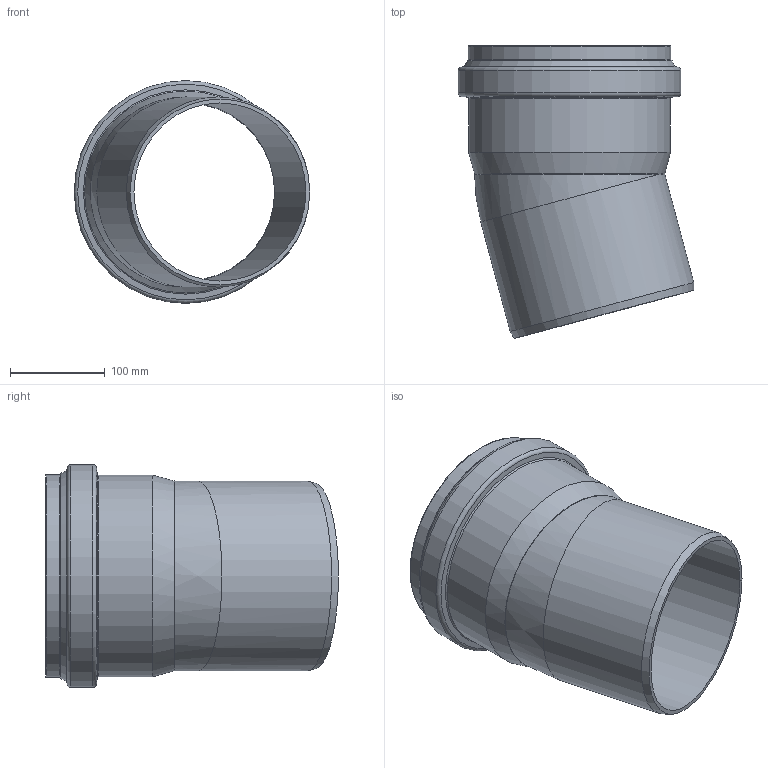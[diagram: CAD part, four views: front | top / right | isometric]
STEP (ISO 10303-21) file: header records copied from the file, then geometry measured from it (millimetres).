
FILE_DESCRIPTION(/* description */ (''),/* implementation_level */ '2;1');
FILE_NAME(/* name */ '771600z.stp',/* time_stamp */ '2025-09-03T12:47:59+02:00',/* author */ ('corinna'),/* organization */ (''),/* preprocessor_version */ 'ST-DEVELOPER v20',/* originating_system */ 'Autodesk Inventor 2024',/* authorisation */ '');
FILE_SCHEMA (('AUTOMOTIVE_DESIGN { 1 0 10303 214 3 1 1 }'));
Length unit declared in the file: millimetre
Products named in the file (1): 771600z
Bounding box: 248.3 x 308.6 x 234.8 mm (x, y, z)
Volume: 1170835.5 mm3; surface area: 392019.2 mm2
Topology: 1 solids, 1 shells, 42 faces, 109 edges, 70 vertices
Faces by surface type: torus 15, cone 11, cylinder 10, bspline 3, plane 3
Full cylindrical faces by diameter (mm): 187.7 x2, 200.3 x1, 201.5 x1, 201.8 x2, 212.7 x1, 213.6 x1, 223 x1, 234.8 x1
Entity records: 1688 total; most frequent: CARTESIAN_POINT 554, DIRECTION 265, ORIENTED_EDGE 218, AXIS2_PLACEMENT_3D 122, EDGE_CURVE 109, CIRCLE 82, VERTEX_POINT 70, EDGE_LOOP 45
